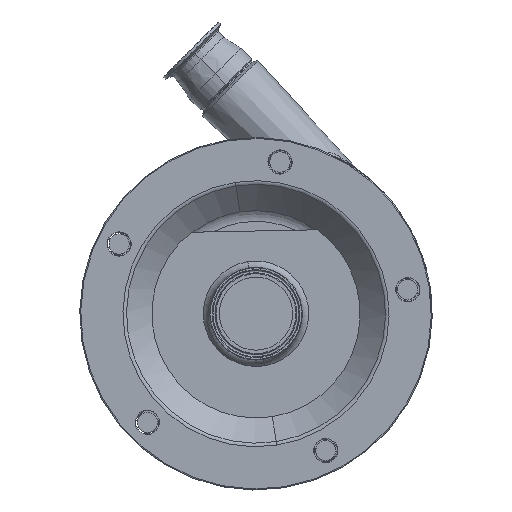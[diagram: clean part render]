
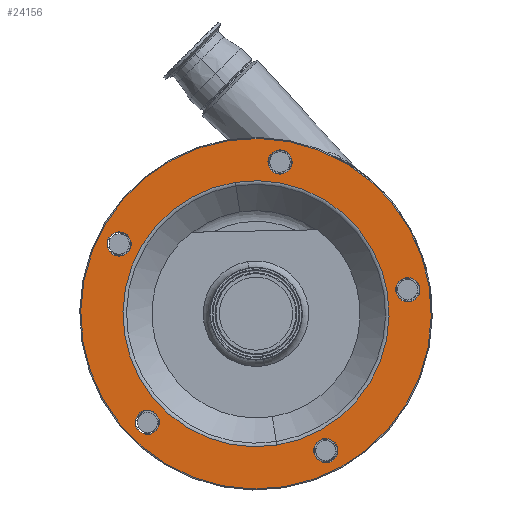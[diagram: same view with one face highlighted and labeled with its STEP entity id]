
A CAD part, top view. The second image highlights one B-rep face of the part: STEP entity #24156.
In plain terms, the highlighted planar face has unit normal (0, 0, 1).
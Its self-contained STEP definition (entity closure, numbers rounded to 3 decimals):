
#77 = FACE_BOUND ( 'NONE', #24018, .T. ) ;
#94 = DIRECTION ( 'NONE',  ( 0., 0., -1. ) ) ;
#206 = FACE_BOUND ( 'NONE', #6729, .T. ) ;
#425 = DIRECTION ( 'NONE',  ( 0.156, -0.988, 0. ) ) ;
#513 = DIRECTION ( 'NONE',  ( 0.156, -0.988, 0. ) ) ;
#541 = AXIS2_PLACEMENT_3D ( 'NONE', #11582, #13354, #19418 ) ;
#1013 = DIRECTION ( 'NONE',  ( 0., 0., -1. ) ) ;
#1047 = DIRECTION ( 'NONE',  ( 0., 0., -1. ) ) ;
#1067 = EDGE_CURVE ( 'NONE', #21826, #5417, #21397, .T. ) ;
#1213 = EDGE_CURVE ( 'NONE', #4773, #8908, #24685, .T. ) ;
#1248 = AXIS2_PLACEMENT_3D ( 'NONE', #10620, #14090, #8451 ) ;
#1721 = DIRECTION ( 'NONE',  ( 0., 0., -1. ) ) ;
#1804 = DIRECTION ( 'NONE',  ( 0.156, -0.988, 0. ) ) ;
#1875 = CARTESIAN_POINT ( 'NONE',  ( 152.5, 12.004, 303.5 ) ) ;
#1879 = ORIENTED_EDGE ( 'NONE', *, *, #1213, .T. ) ;
#2030 = CARTESIAN_POINT ( 'NONE',  ( 69.234, -135.878, 303.5 ) ) ;
#2043 = DIRECTION ( 'NONE',  ( 0., 0., -1. ) ) ;
#2175 = CARTESIAN_POINT ( 'NONE',  ( -135.878, 69.234, 303.5 ) ) ;
#2202 = DIRECTION ( 'NONE',  ( 0., 0., -1. ) ) ;
#2256 = CARTESIAN_POINT ( 'NONE',  ( -27.22, 171.858, 303.5 ) ) ;
#2420 = CARTESIAN_POINT ( 'NONE',  ( 69.234, -135.878, 303.5 ) ) ;
#2509 = CIRCLE ( 'NONE', #23018, 12. ) ;
#2538 = AXIS2_PLACEMENT_3D ( 'NONE', #2420, #2679, #18079 ) ;
#2599 = DIRECTION ( 'NONE',  ( 0.156, -0.988, 0. ) ) ;
#2679 = DIRECTION ( 'NONE',  ( 0., 0., -1. ) ) ;
#2864 = CIRCLE ( 'NONE', #22527, 12. ) ;
#3145 = CARTESIAN_POINT ( 'NONE',  ( 0., 0., 303.5 ) ) ;
#3571 = ORIENTED_EDGE ( 'NONE', *, *, #3830, .T. ) ;
#3755 = CARTESIAN_POINT ( 'NONE',  ( 150.622, 23.856, 303.5 ) ) ;
#3830 = EDGE_CURVE ( 'NONE', #20185, #10956, #12326, .T. ) ;
#3967 = ORIENTED_EDGE ( 'NONE', *, *, #13612, .T. ) ;
#4004 = DIRECTION ( 'NONE',  ( 0.156, -0.988, 0. ) ) ;
#4657 = AXIS2_PLACEMENT_3D ( 'NONE', #5834, #17636, #5569 ) ;
#4773 = VERTEX_POINT ( 'NONE', #14871 ) ;
#5029 = CARTESIAN_POINT ( 'NONE',  ( 0., 0., 303.5 ) ) ;
#5053 = CARTESIAN_POINT ( 'NONE',  ( 148.745, 35.709, 303.5 ) ) ;
#5131 = EDGE_LOOP ( 'NONE', ( #1879, #13201 ) ) ;
#5417 = VERTEX_POINT ( 'NONE', #7938 ) ;
#5534 = AXIS2_PLACEMENT_3D ( 'NONE', #18253, #23807, #425 ) ;
#5569 = DIRECTION ( 'NONE',  ( 0.156, -0.988, 0. ) ) ;
#5721 = EDGE_CURVE ( 'NONE', #21789, #15581, #21755, .T. ) ;
#5834 = CARTESIAN_POINT ( 'NONE',  ( 23.856, 150.622, 303.5 ) ) ;
#6653 = CIRCLE ( 'NONE', #7911, 12. ) ;
#6729 = EDGE_LOOP ( 'NONE', ( #21740, #15438 ) ) ;
#7811 = VERTEX_POINT ( 'NONE', #18214 ) ;
#7911 = AXIS2_PLACEMENT_3D ( 'NONE', #2030, #19750, #17820 ) ;
#7938 = CARTESIAN_POINT ( 'NONE',  ( -134.001, 57.381, 303.5 ) ) ;
#8301 = CARTESIAN_POINT ( 'NONE',  ( 21.979, 162.475, 303.5 ) ) ;
#8451 = DIRECTION ( 'NONE',  ( 0.156, -0.988, 0. ) ) ;
#8584 = CIRCLE ( 'NONE', #9813, 132.071 ) ;
#8770 = EDGE_CURVE ( 'NONE', #7811, #13131, #20937, .T. ) ;
#8908 = VERTEX_POINT ( 'NONE', #22084 ) ;
#9397 = AXIS2_PLACEMENT_3D ( 'NONE', #18338, #1013, #513 ) ;
#9477 = EDGE_CURVE ( 'NONE', #16119, #12419, #2509, .T. ) ;
#9606 = ORIENTED_EDGE ( 'NONE', *, *, #12316, .T. ) ;
#9773 = DIRECTION ( 'NONE',  ( 0., 0., -1. ) ) ;
#9813 = AXIS2_PLACEMENT_3D ( 'NONE', #3145, #1721, #24587 ) ;
#9925 = AXIS2_PLACEMENT_3D ( 'NONE', #2175, #2043, #15638 ) ;
#9961 = FACE_OUTER_BOUND ( 'NONE', #12565, .T. ) ;
#10085 = PLANE ( 'NONE',  #14468 ) ;
#10620 = CARTESIAN_POINT ( 'NONE',  ( 0., 0., 303.5 ) ) ;
#10956 = VERTEX_POINT ( 'NONE', #11236 ) ;
#11198 = CARTESIAN_POINT ( 'NONE',  ( -107.834, -107.834, 303.5 ) ) ;
#11236 = CARTESIAN_POINT ( 'NONE',  ( -20.66, 130.445, 303.5 ) ) ;
#11582 = CARTESIAN_POINT ( 'NONE',  ( 150.622, 23.856, 303.5 ) ) ;
#11680 = DIRECTION ( 'NONE',  ( 0.156, -0.988, 0. ) ) ;
#12004 = FACE_BOUND ( 'NONE', #19352, .T. ) ;
#12084 = EDGE_LOOP ( 'NONE', ( #9606, #23208 ) ) ;
#12090 = EDGE_CURVE ( 'NONE', #24642, #13929, #18153, .T. ) ;
#12132 = FACE_BOUND ( 'NONE', #23571, .T. ) ;
#12316 = EDGE_CURVE ( 'NONE', #12419, #16119, #20637, .T. ) ;
#12326 = CIRCLE ( 'NONE', #1248, 132.071 ) ;
#12419 = VERTEX_POINT ( 'NONE', #5053 ) ;
#12565 = EDGE_LOOP ( 'NONE', ( #21318, #19079 ) ) ;
#13131 = VERTEX_POINT ( 'NONE', #21284 ) ;
#13201 = ORIENTED_EDGE ( 'NONE', *, *, #23790, .T. ) ;
#13354 = DIRECTION ( 'NONE',  ( 0., 0., -1. ) ) ;
#13612 = EDGE_CURVE ( 'NONE', #13131, #7811, #2864, .T. ) ;
#13671 = CARTESIAN_POINT ( 'NONE',  ( 0., 0., 303.5 ) ) ;
#13929 = VERTEX_POINT ( 'NONE', #8301 ) ;
#14090 = DIRECTION ( 'NONE',  ( 0., 0., -1. ) ) ;
#14468 = AXIS2_PLACEMENT_3D ( 'NONE', #2256, #25242, #17790 ) ;
#14871 = CARTESIAN_POINT ( 'NONE',  ( 67.356, -124.026, 303.5 ) ) ;
#15063 = AXIS2_PLACEMENT_3D ( 'NONE', #5029, #1047, #2599 ) ;
#15176 = AXIS2_PLACEMENT_3D ( 'NONE', #23517, #19650, #1804 ) ;
#15438 = ORIENTED_EDGE ( 'NONE', *, *, #12090, .T. ) ;
#15581 = VERTEX_POINT ( 'NONE', #22531 ) ;
#15638 = DIRECTION ( 'NONE',  ( 0.156, -0.988, 0. ) ) ;
#15855 = FACE_BOUND ( 'NONE', #12084, .T. ) ;
#16055 = ORIENTED_EDGE ( 'NONE', *, *, #8770, .T. ) ;
#16119 = VERTEX_POINT ( 'NONE', #1875 ) ;
#16349 = EDGE_CURVE ( 'NONE', #10956, #20185, #8584, .T. ) ;
#16953 = EDGE_CURVE ( 'NONE', #13929, #24642, #18259, .T. ) ;
#17264 = ORIENTED_EDGE ( 'NONE', *, *, #1067, .T. ) ;
#17636 = DIRECTION ( 'NONE',  ( 0., 0., -1. ) ) ;
#17746 = ORIENTED_EDGE ( 'NONE', *, *, #21732, .T. ) ;
#17790 = DIRECTION ( 'NONE',  ( 0.156, -0.988, 0. ) ) ;
#17820 = DIRECTION ( 'NONE',  ( 0.156, -0.988, 0. ) ) ;
#18079 = DIRECTION ( 'NONE',  ( 0.156, -0.988, 0. ) ) ;
#18153 = CIRCLE ( 'NONE', #4657, 12. ) ;
#18214 = CARTESIAN_POINT ( 'NONE',  ( -105.957, -119.686, 303.5 ) ) ;
#18253 = CARTESIAN_POINT ( 'NONE',  ( 23.856, 150.622, 303.5 ) ) ;
#18259 = CIRCLE ( 'NONE', #5534, 12. ) ;
#18338 = CARTESIAN_POINT ( 'NONE',  ( -135.878, 69.234, 303.5 ) ) ;
#18860 = AXIS2_PLACEMENT_3D ( 'NONE', #13671, #94, #21529 ) ;
#18972 = CARTESIAN_POINT ( 'NONE',  ( 25.733, 138.77, 303.5 ) ) ;
#19079 = ORIENTED_EDGE ( 'NONE', *, *, #5721, .F. ) ;
#19352 = EDGE_LOOP ( 'NONE', ( #3571, #21407 ) ) ;
#19418 = DIRECTION ( 'NONE',  ( 0.156, -0.988, 0. ) ) ;
#19650 = DIRECTION ( 'NONE',  ( 0., 0., -1. ) ) ;
#19750 = DIRECTION ( 'NONE',  ( 0., 0., -1. ) ) ;
#19970 = FACE_BOUND ( 'NONE', #5131, .T. ) ;
#20185 = VERTEX_POINT ( 'NONE', #24230 ) ;
#20532 = CARTESIAN_POINT ( 'NONE',  ( -27.22, 171.858, 303.5 ) ) ;
#20637 = CIRCLE ( 'NONE', #541, 12. ) ;
#20770 = CARTESIAN_POINT ( 'NONE',  ( -137.756, 81.086, 303.5 ) ) ;
#20861 = CIRCLE ( 'NONE', #9397, 12. ) ;
#20937 = CIRCLE ( 'NONE', #15176, 12. ) ;
#21284 = CARTESIAN_POINT ( 'NONE',  ( -109.711, -95.982, 303.5 ) ) ;
#21318 = ORIENTED_EDGE ( 'NONE', *, *, #22315, .F. ) ;
#21397 = CIRCLE ( 'NONE', #9925, 12. ) ;
#21407 = ORIENTED_EDGE ( 'NONE', *, *, #16349, .T. ) ;
#21529 = DIRECTION ( 'NONE',  ( 0.156, -0.988, 0. ) ) ;
#21661 = CIRCLE ( 'NONE', #15063, 174. ) ;
#21732 = EDGE_CURVE ( 'NONE', #5417, #21826, #20861, .T. ) ;
#21740 = ORIENTED_EDGE ( 'NONE', *, *, #16953, .T. ) ;
#21755 = CIRCLE ( 'NONE', #18860, 174. ) ;
#21789 = VERTEX_POINT ( 'NONE', #20532 ) ;
#21826 = VERTEX_POINT ( 'NONE', #20770 ) ;
#22084 = CARTESIAN_POINT ( 'NONE',  ( 71.111, -147.731, 303.5 ) ) ;
#22315 = EDGE_CURVE ( 'NONE', #15581, #21789, #21661, .T. ) ;
#22527 = AXIS2_PLACEMENT_3D ( 'NONE', #11198, #9773, #11680 ) ;
#22531 = CARTESIAN_POINT ( 'NONE',  ( 27.22, -171.858, 303.5 ) ) ;
#23018 = AXIS2_PLACEMENT_3D ( 'NONE', #3755, #2202, #4004 ) ;
#23208 = ORIENTED_EDGE ( 'NONE', *, *, #9477, .T. ) ;
#23517 = CARTESIAN_POINT ( 'NONE',  ( -107.834, -107.834, 303.5 ) ) ;
#23571 = EDGE_LOOP ( 'NONE', ( #17264, #17746 ) ) ;
#23790 = EDGE_CURVE ( 'NONE', #8908, #4773, #6653, .T. ) ;
#23807 = DIRECTION ( 'NONE',  ( 0., 0., -1. ) ) ;
#24018 = EDGE_LOOP ( 'NONE', ( #3967, #16055 ) ) ;
#24156 = ADVANCED_FACE ( 'NONE', ( #206, #12132, #77, #19970, #15855, #9961, #12004 ), #10085, .F. ) ;
#24230 = CARTESIAN_POINT ( 'NONE',  ( 20.66, -130.445, 303.5 ) ) ;
#24587 = DIRECTION ( 'NONE',  ( 0.156, -0.988, 0. ) ) ;
#24642 = VERTEX_POINT ( 'NONE', #18972 ) ;
#24685 = CIRCLE ( 'NONE', #2538, 12. ) ;
#25242 = DIRECTION ( 'NONE',  ( 0., 0., -1. ) ) ;
